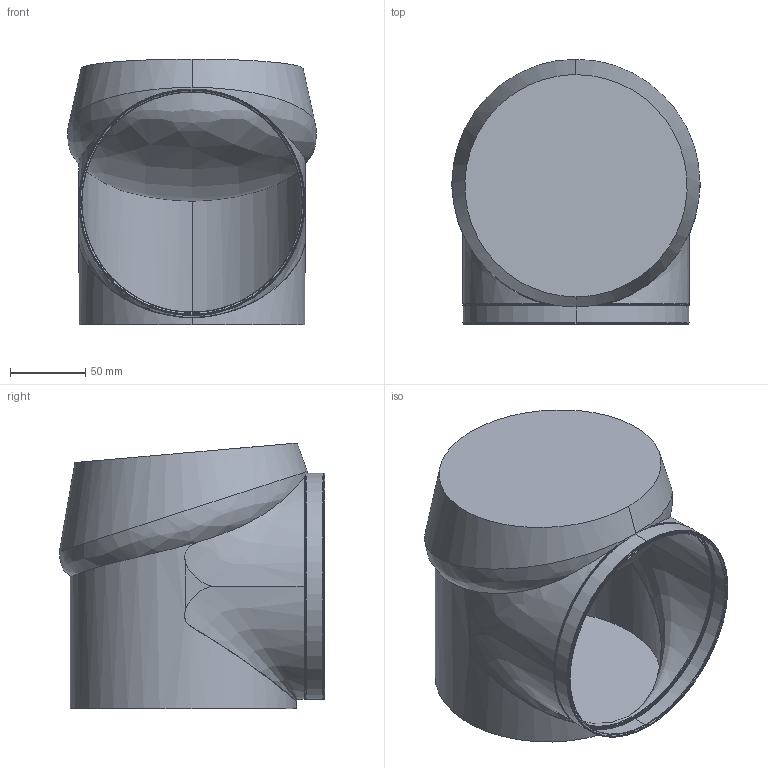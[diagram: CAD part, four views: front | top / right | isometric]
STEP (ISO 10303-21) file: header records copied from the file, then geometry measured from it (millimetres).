
FILE_DESCRIPTION(/* description */ (''),/* implementation_level */ '2;1');
FILE_NAME(/* name */ 'axe_1',/* time_stamp */ '2023-07-21T09:13:45+02:00',/* author */ (''),/* organization */ (''),/* preprocessor_version */ 'ST-DEVELOPER v16.5',/* originating_system */ 'Rhino 7.22',/* authorisation */ '');
FILE_SCHEMA (('CONFIG_CONTROL_DESIGN'));
Length unit declared in the file: millimetre
Products named in the file (1): Document
Bounding box: 164.89 x 175.78 x 176.25 mm (x, y, z)
Volume: 1391179 mm3; surface area: 140874.5 mm2
Topology: 1 solids, 4 shells, 52 faces, 128 edges, 78 vertices
Faces by surface type: bspline 37, cylinder 10, plane 5
Entity records: 7102 total; most frequent: CARTESIAN_POINT 6294, ORIENTED_EDGE 234, EDGE_CURVE 128, VERTEX_POINT 78, B_SPLINE_CURVE_WITH_KNOTS 58, ADVANCED_FACE 52, FACE_OUTER_BOUND 52, EDGE_LOOP 52
